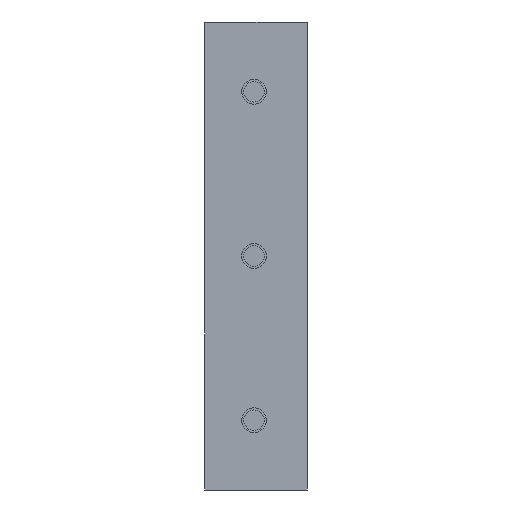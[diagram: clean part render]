
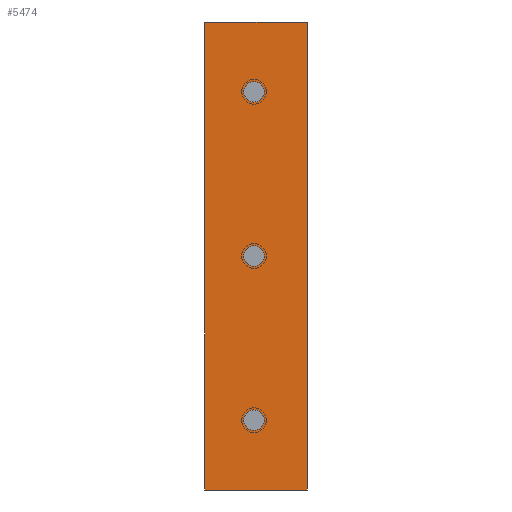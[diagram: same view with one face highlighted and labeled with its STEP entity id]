
A CAD part, left-side view. The second image highlights one B-rep face of the part: STEP entity #5474.
In plain terms, the highlighted planar face has unit normal (-1, 0, 0).
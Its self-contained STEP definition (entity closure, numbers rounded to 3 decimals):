
#65=DIRECTION('',(0.,0.,1.));
#66=VECTOR('',#65,114.);
#67=CARTESIAN_POINT('',(-140.,0.,-57.));
#68=LINE('',#67,#66);
#694=DIRECTION('',(0.,1.,0.));
#695=VECTOR('',#694,25.);
#696=CARTESIAN_POINT('',(-140.,0.,57.));
#697=LINE('',#696,#695);
#1043=DIRECTION('',(0.,0.,1.));
#1044=VECTOR('',#1043,114.);
#1045=CARTESIAN_POINT('',(-140.,25.,-57.));
#1046=LINE('',#1045,#1044);
#1650=DIRECTION('',(0.,1.,0.));
#1651=VECTOR('',#1650,25.);
#1652=CARTESIAN_POINT('',(-140.,0.,-57.));
#1653=LINE('',#1652,#1651);
#1654=CARTESIAN_POINT('',(-140.,13.,40.));
#1655=DIRECTION('',(-1.,0.,0.));
#1656=DIRECTION('',(0.,0.,-1.));
#1657=AXIS2_PLACEMENT_3D('',#1654,#1655,#1656);
#1659=CARTESIAN_POINT('',(-140.,13.,40.));
#1660=DIRECTION('',(-1.,0.,0.));
#1661=DIRECTION('',(0.,0.,1.));
#1662=AXIS2_PLACEMENT_3D('',#1659,#1660,#1661);
#1664=CARTESIAN_POINT('',(-140.,13.,-40.));
#1665=DIRECTION('',(-1.,0.,0.));
#1666=DIRECTION('',(0.,0.,-1.));
#1667=AXIS2_PLACEMENT_3D('',#1664,#1665,#1666);
#1669=CARTESIAN_POINT('',(-140.,13.,-40.));
#1670=DIRECTION('',(-1.,0.,0.));
#1671=DIRECTION('',(0.,0.,1.));
#1672=AXIS2_PLACEMENT_3D('',#1669,#1670,#1671);
#1674=CARTESIAN_POINT('',(-140.,13.,0.));
#1675=DIRECTION('',(-1.,0.,0.));
#1676=DIRECTION('',(0.,0.,-1.));
#1677=AXIS2_PLACEMENT_3D('',#1674,#1675,#1676);
#1679=CARTESIAN_POINT('',(-140.,13.,0.));
#1680=DIRECTION('',(-1.,0.,0.));
#1681=DIRECTION('',(0.,0.,1.));
#1682=AXIS2_PLACEMENT_3D('',#1679,#1680,#1681);
#2753=CARTESIAN_POINT('',(-140.,0.,-57.));
#2754=CARTESIAN_POINT('',(-140.,0.,57.));
#2755=VERTEX_POINT('',#2753);
#2756=VERTEX_POINT('',#2754);
#2757=CARTESIAN_POINT('',(-140.,25.,-57.));
#2758=CARTESIAN_POINT('',(-140.,25.,57.));
#2759=VERTEX_POINT('',#2757);
#2760=VERTEX_POINT('',#2758);
#2781=CARTESIAN_POINT('',(-140.,13.,37.5));
#2782=CARTESIAN_POINT('',(-140.,13.,42.5));
#2783=VERTEX_POINT('',#2781);
#2784=VERTEX_POINT('',#2782);
#2785=CARTESIAN_POINT('',(-140.,13.,-42.5));
#2786=CARTESIAN_POINT('',(-140.,13.,-37.5));
#2787=VERTEX_POINT('',#2785);
#2788=VERTEX_POINT('',#2786);
#2789=CARTESIAN_POINT('',(-140.,13.,-2.5));
#2790=CARTESIAN_POINT('',(-140.,13.,2.5));
#2791=VERTEX_POINT('',#2789);
#2792=VERTEX_POINT('',#2790);
#5445=CARTESIAN_POINT('',(-140.,0.,-57.));
#5446=DIRECTION('',(-1.,0.,0.));
#5447=DIRECTION('',(0.,0.,1.));
#5448=AXIS2_PLACEMENT_3D('',#5445,#5446,#5447);
#5449=PLANE('',#5448);
#5450=ORIENTED_EDGE('',*,*,#3444,.F.);
#5451=ORIENTED_EDGE('',*,*,#5168,.T.);
#5452=ORIENTED_EDGE('',*,*,#4382,.T.);
#5453=ORIENTED_EDGE('',*,*,#4190,.F.);
#5454=EDGE_LOOP('',(#5450,#5451,#5452,#5453));
#5455=FACE_OUTER_BOUND('',#5454,.F.);
#5457=ORIENTED_EDGE('',*,*,#5456,.T.);
#5459=ORIENTED_EDGE('',*,*,#5458,.T.);
#5460=EDGE_LOOP('',(#5457,#5459));
#5461=FACE_BOUND('',#5460,.F.);
#5463=ORIENTED_EDGE('',*,*,#5462,.T.);
#5465=ORIENTED_EDGE('',*,*,#5464,.T.);
#5466=EDGE_LOOP('',(#5463,#5465));
#5467=FACE_BOUND('',#5466,.F.);
#5469=ORIENTED_EDGE('',*,*,#5468,.T.);
#5471=ORIENTED_EDGE('',*,*,#5470,.T.);
#5472=EDGE_LOOP('',(#5469,#5471));
#5473=FACE_BOUND('',#5472,.F.);
#5474=ADVANCED_FACE('',(#5455,#5461,#5467,#5473),#5449,.T.);
#1658=CIRCLE('',#1657,2.5);
#1663=CIRCLE('',#1662,2.5);
#1668=CIRCLE('',#1667,2.5);
#1673=CIRCLE('',#1672,2.5);
#1678=CIRCLE('',#1677,2.5);
#1683=CIRCLE('',#1682,2.5);
#3444=EDGE_CURVE('',#2755,#2756,#68,.T.);
#4190=EDGE_CURVE('',#2756,#2760,#697,.T.);
#4382=EDGE_CURVE('',#2759,#2760,#1046,.T.);
#5168=EDGE_CURVE('',#2755,#2759,#1653,.T.);
#5456=EDGE_CURVE('',#2783,#2784,#1658,.T.);
#5458=EDGE_CURVE('',#2784,#2783,#1663,.T.);
#5462=EDGE_CURVE('',#2787,#2788,#1668,.T.);
#5464=EDGE_CURVE('',#2788,#2787,#1673,.T.);
#5468=EDGE_CURVE('',#2791,#2792,#1678,.T.);
#5470=EDGE_CURVE('',#2792,#2791,#1683,.T.);
